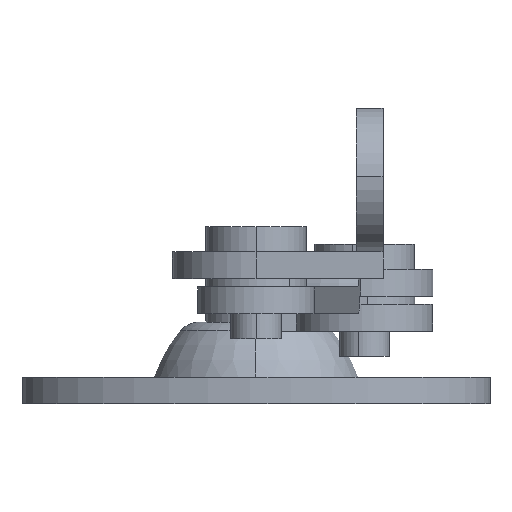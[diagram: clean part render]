
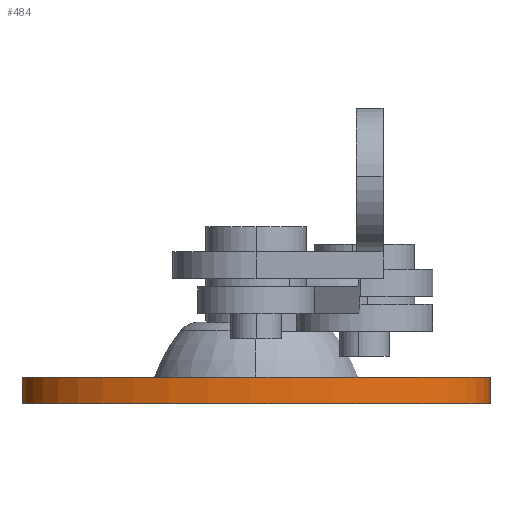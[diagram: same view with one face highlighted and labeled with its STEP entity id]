
A CAD part, left-side view. The second image highlights one B-rep face of the part: STEP entity #484.
In plain terms, the highlighted free-form (B-spline) face has degree [3, 1] with [4, 2] control points.
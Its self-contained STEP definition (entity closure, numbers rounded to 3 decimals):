
#362 = EDGE_CURVE ( 'NONE', #512, #363, #1510, .T. ) ;
#363 = VERTEX_POINT ( 'NONE', #1485 ) ;
#364 = ORIENTED_EDGE ( 'NONE', *, *, #365, .F. ) ;
#365 = EDGE_CURVE ( 'NONE', #366, #363, #1482, .T. ) ;
#366 = VERTEX_POINT ( 'NONE', #1484 ) ;
#367 = ORIENTED_EDGE ( 'NONE', *, *, #368, .F. ) ;
#368 = EDGE_CURVE ( 'NONE', #488, #366, #1483, .T. ) ;
#484 = ADVANCED_FACE ( 'NONE', ( #1690 ), #1689, .T. ) ;
#485 = EDGE_LOOP ( 'NONE', ( #486, #513, #364, #367 ) ) ;
#486 = ORIENTED_EDGE ( 'NONE', *, *, #487, .T. ) ;
#487 = EDGE_CURVE ( 'NONE', #488, #512, #1616, .T. ) ;
#488 = VERTEX_POINT ( 'NONE', #1681 ) ;
#512 = VERTEX_POINT ( 'NONE', #1741 ) ;
#513 = ORIENTED_EDGE ( 'NONE', *, *, #362, .T. ) ;
#1475 = DIRECTION ( 'NONE',  ( 0., 0., 1. ) ) ;
#1476 = VECTOR ( 'NONE', #1475, 1000. ) ;
#1477 = CARTESIAN_POINT ( 'NONE',  ( 0., 14., -0.9 ) ) ;
#1478 = CARTESIAN_POINT ( 'NONE',  ( 0., -14., 1.6 ) ) ;
#1479 = CARTESIAN_POINT ( 'NONE',  ( -16., -14., 1.6 ) ) ;
#1480 = CARTESIAN_POINT ( 'NONE',  ( -16., 14., 1.6 ) ) ;
#1481 = CARTESIAN_POINT ( 'NONE',  ( 0., 14., 1.6 ) ) ;
#1482 =( BOUNDED_CURVE ( )  B_SPLINE_CURVE ( 3, ( #1481, #1480, #1479, #1478 ),
 .UNSPECIFIED., .F., .F. ) 
 B_SPLINE_CURVE_WITH_KNOTS ( ( 4, 4 ),
 ( 0., 3.142 ),
 .UNSPECIFIED. ) 
 CURVE ( )  GEOMETRIC_REPRESENTATION_ITEM ( )  RATIONAL_B_SPLINE_CURVE ( ( 1., 0.333, 0.333, 1. ) ) 
 REPRESENTATION_ITEM ( '' )  );
#1483 = LINE ( 'NONE', #1477, #1476 ) ;
#1484 = CARTESIAN_POINT ( 'NONE',  ( 0., 14., 1.6 ) ) ;
#1485 = CARTESIAN_POINT ( 'NONE',  ( 0., -14., 1.6 ) ) ;
#1507 = DIRECTION ( 'NONE',  ( 0., 0., 1. ) ) ;
#1508 = VECTOR ( 'NONE', #1507, 1000. ) ;
#1509 = CARTESIAN_POINT ( 'NONE',  ( 0., -14., -0.9 ) ) ;
#1510 = LINE ( 'NONE', #1509, #1508 ) ;
#1610 = CARTESIAN_POINT ( 'NONE',  ( -16., -14., 1.6 ) ) ;
#1611 = CARTESIAN_POINT ( 'NONE',  ( -16., -14., 0. ) ) ;
#1612 = CARTESIAN_POINT ( 'NONE',  ( -16., 14., 1.6 ) ) ;
#1613 = CARTESIAN_POINT ( 'NONE',  ( -16., 14., 0. ) ) ;
#1614 = CARTESIAN_POINT ( 'NONE',  ( 0., 14., 1.6 ) ) ;
#1615 = CARTESIAN_POINT ( 'NONE',  ( 0., 14., 0. ) ) ;
#1616 =( BOUNDED_CURVE ( )  B_SPLINE_CURVE ( 3, ( #1680, #1679, #1678, #1677 ),
 .UNSPECIFIED., .F., .T. ) 
 B_SPLINE_CURVE_WITH_KNOTS ( ( 4, 4 ),
 ( 0., 3.142 ),
 .UNSPECIFIED. ) 
 CURVE ( )  GEOMETRIC_REPRESENTATION_ITEM ( )  RATIONAL_B_SPLINE_CURVE ( ( 1., 0.333, 0.333, 1. ) ) 
 REPRESENTATION_ITEM ( '' )  );
#1677 = CARTESIAN_POINT ( 'NONE',  ( 0., -14., 0. ) ) ;
#1678 = CARTESIAN_POINT ( 'NONE',  ( -16., -14., 0. ) ) ;
#1679 = CARTESIAN_POINT ( 'NONE',  ( -16., 14., 0. ) ) ;
#1680 = CARTESIAN_POINT ( 'NONE',  ( 0., 14., 0. ) ) ;
#1681 = CARTESIAN_POINT ( 'NONE',  ( 0., 14., 0. ) ) ;
#1682 = CARTESIAN_POINT ( 'NONE',  ( 0., -14., 1.6 ) ) ;
#1683 = CARTESIAN_POINT ( 'NONE',  ( 0., -14., 0. ) ) ;
#1689 =( BOUNDED_SURFACE ( )  B_SPLINE_SURFACE ( 3, 1, ( 
 ( #1615, #1614 ),
 ( #1613, #1612 ),
 ( #1611, #1610 ),
 ( #1683, #1682 ) ),
 .UNSPECIFIED., .F., .F., .F. ) 
 B_SPLINE_SURFACE_WITH_KNOTS ( ( 4, 4 ),
 ( 2, 2 ),
 ( 0., 1. ),
 ( 0., 1. ),
 .UNSPECIFIED. ) 
 GEOMETRIC_REPRESENTATION_ITEM ( )  RATIONAL_B_SPLINE_SURFACE ( (
 ( 1., 1.),
 ( 0.333, 0.333),
 ( 0.333, 0.333),
 ( 1., 1.) ) ) 
 REPRESENTATION_ITEM ( '' )  SURFACE ( )  );
#1690 = FACE_OUTER_BOUND ( 'NONE', #485, .T. ) ;
#1741 = CARTESIAN_POINT ( 'NONE',  ( 0., -14., 0. ) ) ;
